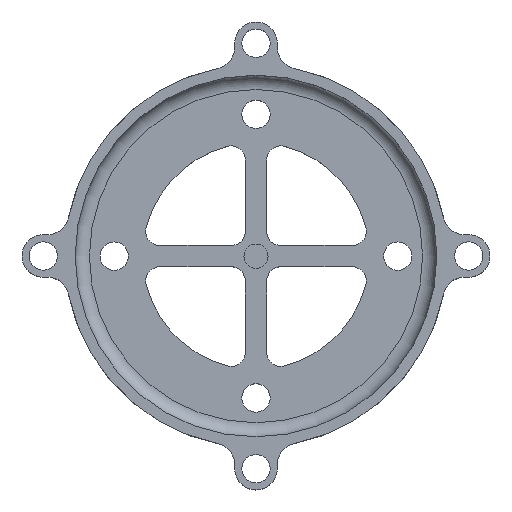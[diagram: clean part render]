
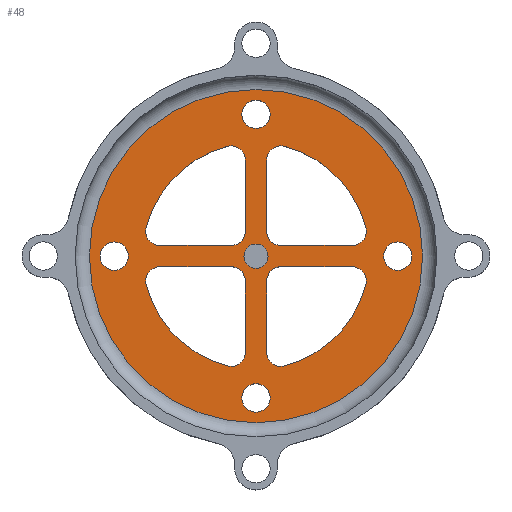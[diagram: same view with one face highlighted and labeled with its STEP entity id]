
A CAD part, top view. The second image highlights one B-rep face of the part: STEP entity #48.
In plain terms, the highlighted planar face has unit normal (0, 0, 1).
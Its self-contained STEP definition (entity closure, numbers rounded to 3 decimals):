
#48=ADVANCED_FACE('',(#113,#115,#117,#119,#121,#123,#125,#127,#129,#131),#133,.T.);
#113=FACE_BOUND('',#114,.T.);
#114=EDGE_LOOP('',(#646));
#115=FACE_BOUND('',#116,.T.);
#116=EDGE_LOOP('',(#647));
#117=FACE_BOUND('',#118,.T.);
#118=EDGE_LOOP('',(#648));
#119=FACE_BOUND('',#120,.T.);
#120=EDGE_LOOP('',(#649));
#121=FACE_BOUND('',#122,.T.);
#122=EDGE_LOOP('',(#650));
#123=FACE_BOUND('',#124,.T.);
#124=EDGE_LOOP('',(#651,#652,#653,#654,#655,#656));
#125=FACE_BOUND('',#126,.T.);
#126=EDGE_LOOP('',(#657,#658,#659,#660,#661,#662));
#127=FACE_BOUND('',#128,.T.);
#128=EDGE_LOOP('',(#663));
#129=FACE_BOUND('',#130,.T.);
#130=EDGE_LOOP('',(#664,#665,#666,#667,#668,#669));
#131=FACE_BOUND('',#132,.T.);
#132=EDGE_LOOP('',(#670,#671,#672,#673,#674,#675));
#133=PLANE('',#134);
#134=AXIS2_PLACEMENT_3D('',#135,#136,#137);
#135=CARTESIAN_POINT('',(0.,0.,3.));
#136=DIRECTION('',(0.,0.,1.));
#137=DIRECTION('',(-1.,0.,0.));
#646=ORIENTED_EDGE('',*,*,#982,.F.);
#647=ORIENTED_EDGE('',*,*,#983,.T.);
#648=ORIENTED_EDGE('',*,*,#984,.T.);
#649=ORIENTED_EDGE('',*,*,#985,.T.);
#650=ORIENTED_EDGE('',*,*,#986,.T.);
#651=ORIENTED_EDGE('',*,*,#987,.F.);
#652=ORIENTED_EDGE('',*,*,#988,.T.);
#653=ORIENTED_EDGE('',*,*,#989,.F.);
#654=ORIENTED_EDGE('',*,*,#990,.T.);
#655=ORIENTED_EDGE('',*,*,#991,.F.);
#656=ORIENTED_EDGE('',*,*,#992,.T.);
#657=ORIENTED_EDGE('',*,*,#993,.F.);
#658=ORIENTED_EDGE('',*,*,#994,.T.);
#659=ORIENTED_EDGE('',*,*,#995,.F.);
#660=ORIENTED_EDGE('',*,*,#996,.T.);
#661=ORIENTED_EDGE('',*,*,#997,.F.);
#662=ORIENTED_EDGE('',*,*,#998,.T.);
#663=ORIENTED_EDGE('',*,*,#999,.T.);
#664=ORIENTED_EDGE('',*,*,#1000,.F.);
#665=ORIENTED_EDGE('',*,*,#1001,.T.);
#666=ORIENTED_EDGE('',*,*,#1002,.F.);
#667=ORIENTED_EDGE('',*,*,#1003,.T.);
#668=ORIENTED_EDGE('',*,*,#1004,.F.);
#669=ORIENTED_EDGE('',*,*,#1005,.T.);
#670=ORIENTED_EDGE('',*,*,#1006,.F.);
#671=ORIENTED_EDGE('',*,*,#1007,.T.);
#672=ORIENTED_EDGE('',*,*,#1008,.F.);
#673=ORIENTED_EDGE('',*,*,#1009,.T.);
#674=ORIENTED_EDGE('',*,*,#1010,.F.);
#675=ORIENTED_EDGE('',*,*,#1011,.T.);
#982=EDGE_CURVE('',#1150,#1150,#1151,.F.);
#983=EDGE_CURVE('',#1152,#1152,#1153,.F.);
#984=EDGE_CURVE('',#1154,#1154,#1155,.F.);
#985=EDGE_CURVE('',#1156,#1156,#1157,.F.);
#986=EDGE_CURVE('',#1158,#1158,#1159,.F.);
#987=EDGE_CURVE('',#1160,#1161,#1162,.F.);
#988=EDGE_CURVE('',#1160,#1163,#1164,.T.);
#989=EDGE_CURVE('',#1165,#1163,#1166,.F.);
#990=EDGE_CURVE('',#1165,#1167,#1168,.F.);
#991=EDGE_CURVE('',#1169,#1167,#1170,.F.);
#992=EDGE_CURVE('',#1169,#1161,#1171,.T.);
#993=EDGE_CURVE('',#1172,#1173,#1174,.F.);
#994=EDGE_CURVE('',#1172,#1175,#1176,.T.);
#995=EDGE_CURVE('',#1177,#1175,#1178,.F.);
#996=EDGE_CURVE('',#1177,#1179,#1180,.F.);
#997=EDGE_CURVE('',#1181,#1179,#1182,.F.);
#998=EDGE_CURVE('',#1181,#1173,#1183,.T.);
#999=EDGE_CURVE('',#1184,#1184,#1185,.F.);
#1000=EDGE_CURVE('',#1186,#1187,#1188,.F.);
#1001=EDGE_CURVE('',#1186,#1189,#1190,.T.);
#1002=EDGE_CURVE('',#1191,#1189,#1192,.F.);
#1003=EDGE_CURVE('',#1191,#1193,#1194,.F.);
#1004=EDGE_CURVE('',#1195,#1193,#1196,.F.);
#1005=EDGE_CURVE('',#1195,#1187,#1197,.T.);
#1006=EDGE_CURVE('',#1198,#1199,#1200,.F.);
#1007=EDGE_CURVE('',#1198,#1201,#1202,.T.);
#1008=EDGE_CURVE('',#1203,#1201,#1204,.F.);
#1009=EDGE_CURVE('',#1203,#1205,#1206,.F.);
#1010=EDGE_CURVE('',#1207,#1205,#1208,.F.);
#1011=EDGE_CURVE('',#1207,#1199,#1209,.T.);
#1150=VERTEX_POINT('',#1438);
#1151=CIRCLE('',#1439,23.5);
#1152=VERTEX_POINT('',#1443);
#1153=CIRCLE('',#1444,2.);
#1154=VERTEX_POINT('',#1448);
#1155=CIRCLE('',#1449,2.);
#1156=VERTEX_POINT('',#1453);
#1157=CIRCLE('',#1454,2.);
#1158=VERTEX_POINT('',#1458);
#1159=CIRCLE('',#1459,2.);
#1160=VERTEX_POINT('',#1463);
#1161=VERTEX_POINT('',#1464);
#1162=CIRCLE('',#1465,2.);
#1163=VERTEX_POINT('',#1469);
#1164=LINE('',#1470,#1471);
#1165=VERTEX_POINT('',#1473);
#1166=CIRCLE('',#1474,2.);
#1167=VERTEX_POINT('',#1478);
#1168=CIRCLE('',#1479,16.);
#1169=VERTEX_POINT('',#1483);
#1170=CIRCLE('',#1484,2.);
#1171=LINE('',#1488,#1489);
#1172=VERTEX_POINT('',#1491);
#1173=VERTEX_POINT('',#1492);
#1174=CIRCLE('',#1493,2.);
#1175=VERTEX_POINT('',#1497);
#1176=LINE('',#1498,#1499);
#1177=VERTEX_POINT('',#1501);
#1178=CIRCLE('',#1502,2.);
#1179=VERTEX_POINT('',#1506);
#1180=CIRCLE('',#1507,16.);
#1181=VERTEX_POINT('',#1511);
#1182=CIRCLE('',#1512,2.);
#1183=LINE('',#1516,#1517);
#1184=VERTEX_POINT('',#1519);
#1185=CIRCLE('',#1520,1.7);
#1186=VERTEX_POINT('',#1524);
#1187=VERTEX_POINT('',#1525);
#1188=CIRCLE('',#1526,2.);
#1189=VERTEX_POINT('',#1530);
#1190=LINE('',#1531,#1532);
#1191=VERTEX_POINT('',#1534);
#1192=CIRCLE('',#1535,2.);
#1193=VERTEX_POINT('',#1539);
#1194=CIRCLE('',#1540,16.);
#1195=VERTEX_POINT('',#1544);
#1196=CIRCLE('',#1545,2.);
#1197=LINE('',#1549,#1550);
#1198=VERTEX_POINT('',#1552);
#1199=VERTEX_POINT('',#1553);
#1200=CIRCLE('',#1554,2.);
#1201=VERTEX_POINT('',#1558);
#1202=LINE('',#1559,#1560);
#1203=VERTEX_POINT('',#1562);
#1204=CIRCLE('',#1563,2.);
#1205=VERTEX_POINT('',#1567);
#1206=CIRCLE('',#1568,16.);
#1207=VERTEX_POINT('',#1572);
#1208=CIRCLE('',#1573,2.);
#1209=LINE('',#1577,#1578);
#1438=CARTESIAN_POINT('',(-23.5,0.,3.));
#1439=AXIS2_PLACEMENT_3D('',#1440,#1441,#1442);
#1440=CARTESIAN_POINT('',(0.,0.,3.));
#1441=DIRECTION('',(0.,0.,1.));
#1442=DIRECTION('',(-1.,0.,0.));
#1443=CARTESIAN_POINT('',(18.,0.,3.));
#1444=AXIS2_PLACEMENT_3D('',#1445,#1446,#1447);
#1445=CARTESIAN_POINT('',(20.,0.,3.));
#1446=DIRECTION('',(0.,0.,1.));
#1447=DIRECTION('',(-1.,0.,0.));
#1448=CARTESIAN_POINT('',(-2.,-20.,3.));
#1449=AXIS2_PLACEMENT_3D('',#1450,#1451,#1452);
#1450=CARTESIAN_POINT('',(0.,-20.,3.));
#1451=DIRECTION('',(0.,0.,1.));
#1452=DIRECTION('',(-1.,0.,0.));
#1453=CARTESIAN_POINT('',(-22.,0.,3.));
#1454=AXIS2_PLACEMENT_3D('',#1455,#1456,#1457);
#1455=CARTESIAN_POINT('',(-20.,0.,3.));
#1456=DIRECTION('',(0.,0.,1.));
#1457=DIRECTION('',(-1.,0.,0.));
#1458=CARTESIAN_POINT('',(-2.,20.,3.));
#1459=AXIS2_PLACEMENT_3D('',#1460,#1461,#1462);
#1460=CARTESIAN_POINT('',(0.,20.,3.));
#1461=DIRECTION('',(0.,0.,1.));
#1462=DIRECTION('',(-1.,0.,0.));
#1463=CARTESIAN_POINT('',(1.5,3.5,3.));
#1464=CARTESIAN_POINT('',(3.5,1.5,3.));
#1465=AXIS2_PLACEMENT_3D('',#1466,#1467,#1468);
#1466=CARTESIAN_POINT('',(3.5,3.5,3.));
#1467=DIRECTION('',(0.,0.,-1.));
#1468=DIRECTION('',(0.,-1.,0.));
#1469=CARTESIAN_POINT('',(1.5,13.555,3.));
#1470=CARTESIAN_POINT('',(1.5,3.5,3.));
#1471=VECTOR('',#1472,1.);
#1472=DIRECTION('',(0.,1.,0.));
#1473=CARTESIAN_POINT('',(4.,15.492,3.));
#1474=AXIS2_PLACEMENT_3D('',#1475,#1476,#1477);
#1475=CARTESIAN_POINT('',(3.5,13.555,3.));
#1476=DIRECTION('',(0.,0.,-1.));
#1477=DIRECTION('',(-1.,0.,0.));
#1478=CARTESIAN_POINT('',(15.492,4.,3.));
#1479=AXIS2_PLACEMENT_3D('',#1480,#1481,#1482);
#1480=CARTESIAN_POINT('',(0.,0.,3.));
#1481=DIRECTION('',(0.,0.,1.));
#1482=DIRECTION('',(0.968,0.25,0.));
#1483=CARTESIAN_POINT('',(13.555,1.5,3.));
#1484=AXIS2_PLACEMENT_3D('',#1485,#1486,#1487);
#1485=CARTESIAN_POINT('',(13.555,3.5,3.));
#1486=DIRECTION('',(0.,0.,-1.));
#1487=DIRECTION('',(0.968,0.25,0.));
#1488=CARTESIAN_POINT('',(13.555,1.5,3.));
#1489=VECTOR('',#1490,1.);
#1490=DIRECTION('',(-1.,0.,0.));
#1491=CARTESIAN_POINT('',(-1.5,-3.5,3.));
#1492=CARTESIAN_POINT('',(-3.5,-1.5,3.));
#1493=AXIS2_PLACEMENT_3D('',#1494,#1495,#1496);
#1494=CARTESIAN_POINT('',(-3.5,-3.5,3.));
#1495=DIRECTION('',(0.,0.,-1.));
#1496=DIRECTION('',(0.,1.,0.));
#1497=CARTESIAN_POINT('',(-1.5,-13.555,3.));
#1498=CARTESIAN_POINT('',(-1.5,-3.5,3.));
#1499=VECTOR('',#1500,1.);
#1500=DIRECTION('',(0.,-1.,0.));
#1501=CARTESIAN_POINT('',(-4.,-15.492,3.));
#1502=AXIS2_PLACEMENT_3D('',#1503,#1504,#1505);
#1503=CARTESIAN_POINT('',(-3.5,-13.555,3.));
#1504=DIRECTION('',(0.,0.,-1.));
#1505=DIRECTION('',(1.,0.,0.));
#1506=CARTESIAN_POINT('',(-15.492,-4.,3.));
#1507=AXIS2_PLACEMENT_3D('',#1508,#1509,#1510);
#1508=CARTESIAN_POINT('',(0.,0.,3.));
#1509=DIRECTION('',(0.,0.,1.));
#1510=DIRECTION('',(-0.968,-0.25,0.));
#1511=CARTESIAN_POINT('',(-13.555,-1.5,3.));
#1512=AXIS2_PLACEMENT_3D('',#1513,#1514,#1515);
#1513=CARTESIAN_POINT('',(-13.555,-3.5,3.));
#1514=DIRECTION('',(0.,0.,-1.));
#1515=DIRECTION('',(-0.968,-0.25,0.));
#1516=CARTESIAN_POINT('',(-13.555,-1.5,3.));
#1517=VECTOR('',#1518,1.);
#1518=DIRECTION('',(1.,0.,0.));
#1519=CARTESIAN_POINT('',(-1.7,0.,3.));
#1520=AXIS2_PLACEMENT_3D('',#1521,#1522,#1523);
#1521=CARTESIAN_POINT('',(0.,0.,3.));
#1522=DIRECTION('',(0.,0.,1.));
#1523=DIRECTION('',(-1.,0.,0.));
#1524=CARTESIAN_POINT('',(3.5,-1.5,3.));
#1525=CARTESIAN_POINT('',(1.5,-3.5,3.));
#1526=AXIS2_PLACEMENT_3D('',#1527,#1528,#1529);
#1527=CARTESIAN_POINT('',(3.5,-3.5,3.));
#1528=DIRECTION('',(0.,0.,-1.));
#1529=DIRECTION('',(-1.,0.,0.));
#1530=CARTESIAN_POINT('',(13.555,-1.5,3.));
#1531=CARTESIAN_POINT('',(3.5,-1.5,3.));
#1532=VECTOR('',#1533,1.);
#1533=DIRECTION('',(1.,0.,0.));
#1534=CARTESIAN_POINT('',(15.492,-4.,3.));
#1535=AXIS2_PLACEMENT_3D('',#1536,#1537,#1538);
#1536=CARTESIAN_POINT('',(13.555,-3.5,3.));
#1537=DIRECTION('',(0.,0.,-1.));
#1538=DIRECTION('',(0.,1.,0.));
#1539=CARTESIAN_POINT('',(4.,-15.492,3.));
#1540=AXIS2_PLACEMENT_3D('',#1541,#1542,#1543);
#1541=CARTESIAN_POINT('',(0.,0.,3.));
#1542=DIRECTION('',(0.,0.,1.));
#1543=DIRECTION('',(0.25,-0.968,0.));
#1544=CARTESIAN_POINT('',(1.5,-13.555,3.));
#1545=AXIS2_PLACEMENT_3D('',#1546,#1547,#1548);
#1546=CARTESIAN_POINT('',(3.5,-13.555,3.));
#1547=DIRECTION('',(0.,0.,-1.));
#1548=DIRECTION('',(0.25,-0.968,0.));
#1549=CARTESIAN_POINT('',(1.5,-13.555,3.));
#1550=VECTOR('',#1551,1.);
#1551=DIRECTION('',(0.,1.,0.));
#1552=CARTESIAN_POINT('',(-3.5,1.5,3.));
#1553=CARTESIAN_POINT('',(-1.5,3.5,3.));
#1554=AXIS2_PLACEMENT_3D('',#1555,#1556,#1557);
#1555=CARTESIAN_POINT('',(-3.5,3.5,3.));
#1556=DIRECTION('',(0.,0.,-1.));
#1557=DIRECTION('',(1.,0.,0.));
#1558=CARTESIAN_POINT('',(-13.555,1.5,3.));
#1559=CARTESIAN_POINT('',(-3.5,1.5,3.));
#1560=VECTOR('',#1561,1.);
#1561=DIRECTION('',(-1.,0.,0.));
#1562=CARTESIAN_POINT('',(-15.492,4.,3.));
#1563=AXIS2_PLACEMENT_3D('',#1564,#1565,#1566);
#1564=CARTESIAN_POINT('',(-13.555,3.5,3.));
#1565=DIRECTION('',(0.,0.,-1.));
#1566=DIRECTION('',(0.,-1.,0.));
#1567=CARTESIAN_POINT('',(-4.,15.492,3.));
#1568=AXIS2_PLACEMENT_3D('',#1569,#1570,#1571);
#1569=CARTESIAN_POINT('',(0.,0.,3.));
#1570=DIRECTION('',(0.,0.,1.));
#1571=DIRECTION('',(-0.25,0.968,0.));
#1572=CARTESIAN_POINT('',(-1.5,13.555,3.));
#1573=AXIS2_PLACEMENT_3D('',#1574,#1575,#1576);
#1574=CARTESIAN_POINT('',(-3.5,13.555,3.));
#1575=DIRECTION('',(0.,0.,-1.));
#1576=DIRECTION('',(-0.25,0.968,0.));
#1577=CARTESIAN_POINT('',(-1.5,13.555,3.));
#1578=VECTOR('',#1579,1.);
#1579=DIRECTION('',(0.,-1.,0.));
